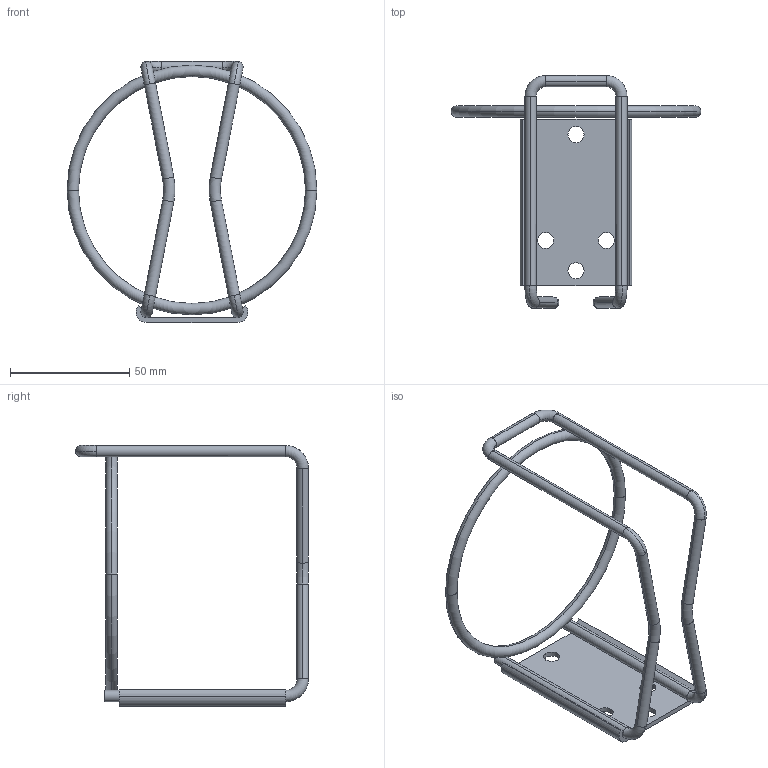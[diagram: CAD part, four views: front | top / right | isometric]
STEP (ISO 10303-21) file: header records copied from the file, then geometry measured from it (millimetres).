
FILE_DESCRIPTION (( 'STEP AP214' ), '1' );
FILE_NAME ('Bottle Holder (2746N12).step', '2023-01-06T00:23:07', ( '' ), ( '' ), 'SwSTEP 2.0', 'SolidWorks 2019', '' );
FILE_SCHEMA (( 'AUTOMOTIVE_DESIGN' ));
Length unit declared in the file: inch
Products named in the file (1): Bottle Holder (2746N12)
Bounding box: 104.78 x 97.63 x 109.54 mm (x, y, z)
Volume: 23228 mm3; surface area: 21262.5 mm2
Topology: 3 solids, 3 shells, 66 faces, 170 edges, 108 vertices
Faces by surface type: cylinder 34, torus 20, plane 8, cone 4
Entity records: 2148 total; most frequent: DIRECTION 424, CARTESIAN_POINT 345, ORIENTED_EDGE 340, AXIS2_PLACEMENT_3D 187, EDGE_CURVE 170, CIRCLE 120, VERTEX_POINT 108, EDGE_LOOP 74
